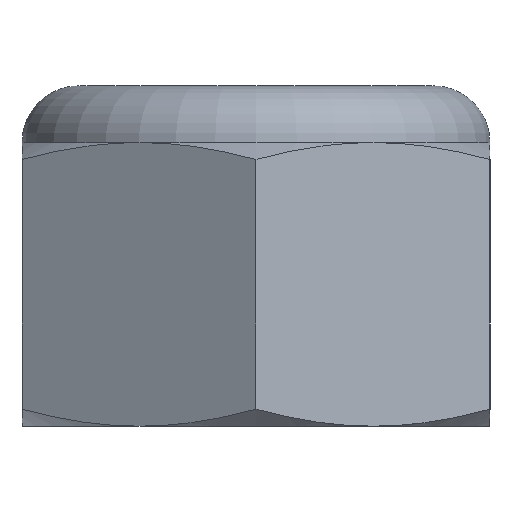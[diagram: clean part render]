
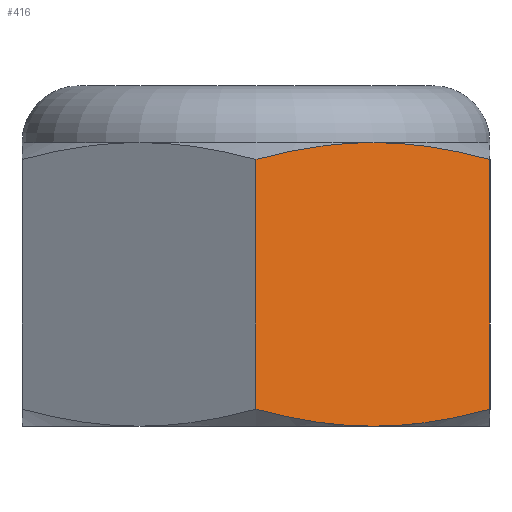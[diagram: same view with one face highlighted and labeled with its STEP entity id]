
A CAD part, front view. The second image highlights one B-rep face of the part: STEP entity #416.
In plain terms, the highlighted planar face has unit normal (0.5, -0.866, 0).
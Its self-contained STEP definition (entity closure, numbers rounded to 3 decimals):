
#19=(
BOUNDED_CURVE()
B_SPLINE_CURVE(2,(#686,#687,#688),.UNSPECIFIED.,.F.,.F.)
B_SPLINE_CURVE_WITH_KNOTS((3,3),(0.827,1.25),
 .UNSPECIFIED.)
CURVE()
GEOMETRIC_REPRESENTATION_ITEM()
RATIONAL_B_SPLINE_CURVE((2.497,2.69,2.69))
REPRESENTATION_ITEM('')
);
#30=(
BOUNDED_CURVE()
B_SPLINE_CURVE(2,(#730,#731,#732),.UNSPECIFIED.,.F.,.F.)
B_SPLINE_CURVE_WITH_KNOTS((3,3),(1.25,1.673),
 .UNSPECIFIED.)
CURVE()
GEOMETRIC_REPRESENTATION_ITEM()
RATIONAL_B_SPLINE_CURVE((2.69,2.69,2.497))
REPRESENTATION_ITEM('')
);
#37=(
BOUNDED_CURVE()
B_SPLINE_CURVE(2,(#765,#766,#767),.UNSPECIFIED.,.F.,.F.)
B_SPLINE_CURVE_WITH_KNOTS((3,3),(-1.673,-1.25),
 .UNSPECIFIED.)
CURVE()
GEOMETRIC_REPRESENTATION_ITEM()
RATIONAL_B_SPLINE_CURVE((2.497,2.69,2.69))
REPRESENTATION_ITEM('')
);
#38=(
BOUNDED_CURVE()
B_SPLINE_CURVE(2,(#769,#770,#771),.UNSPECIFIED.,.F.,.F.)
B_SPLINE_CURVE_WITH_KNOTS((3,3),(-1.25,-0.827),
 .UNSPECIFIED.)
CURVE()
GEOMETRIC_REPRESENTATION_ITEM()
RATIONAL_B_SPLINE_CURVE((2.69,2.69,2.497))
REPRESENTATION_ITEM('')
);
#71=PLANE('',#484);
#94=FACE_OUTER_BOUND('',#126,.T.);
#126=EDGE_LOOP('',(#363,#364,#365,#366,#367,#368));
#142=LINE('',#763,#153);
#143=LINE('',#772,#154);
#153=VECTOR('',#595,1000.);
#154=VECTOR('',#598,1000.);
#189=VERTEX_POINT('',#645);
#200=VERTEX_POINT('',#671);
#203=VERTEX_POINT('',#685);
#208=VERTEX_POINT('',#726);
#212=VERTEX_POINT('',#759);
#213=VERTEX_POINT('',#768);
#245=EDGE_CURVE('',#203,#189,#19,.T.);
#256=EDGE_CURVE('',#189,#208,#30,.T.);
#267=EDGE_CURVE('',#212,#208,#142,.T.);
#268=EDGE_CURVE('',#212,#200,#37,.T.);
#269=EDGE_CURVE('',#200,#213,#38,.T.);
#270=EDGE_CURVE('',#213,#203,#143,.T.);
#363=ORIENTED_EDGE('',*,*,#267,.F.);
#364=ORIENTED_EDGE('',*,*,#268,.T.);
#365=ORIENTED_EDGE('',*,*,#269,.T.);
#366=ORIENTED_EDGE('',*,*,#270,.T.);
#367=ORIENTED_EDGE('',*,*,#245,.T.);
#368=ORIENTED_EDGE('',*,*,#256,.T.);
#416=ADVANCED_FACE('',(#94),#71,.F.);
#484=AXIS2_PLACEMENT_3D('',#764,#596,#597);
#595=DIRECTION('',(0.,0.,-1.));
#596=DIRECTION('center_axis',(-0.5,0.866,0.));
#597=DIRECTION('ref_axis',(-0.866,-0.5,0.));
#598=DIRECTION('',(0.,0.,-1.));
#645=CARTESIAN_POINT('',(1.375,-2.382,0.));
#671=CARTESIAN_POINT('',(1.375,-2.382,3.333));
#685=CARTESIAN_POINT('',(0.,-3.175,0.198));
#686=CARTESIAN_POINT('Ctrl Pts',(0.,-3.175,
0.198));
#687=CARTESIAN_POINT('Ctrl Pts',(0.737,-2.75,0.));
#688=CARTESIAN_POINT('Ctrl Pts',(1.375,-2.382,0.));
#726=CARTESIAN_POINT('',(2.75,-1.588,0.198));
#730=CARTESIAN_POINT('Ctrl Pts',(1.375,-2.382,0.));
#731=CARTESIAN_POINT('Ctrl Pts',(2.013,-2.013,0.));
#732=CARTESIAN_POINT('Ctrl Pts',(2.75,-1.588,0.198));
#759=CARTESIAN_POINT('',(2.75,-1.588,3.135));
#763=CARTESIAN_POINT('',(2.75,-1.588,4.));
#764=CARTESIAN_POINT('Origin',(0.,-3.175,
4.));
#765=CARTESIAN_POINT('Ctrl Pts',(2.75,-1.588,3.135));
#766=CARTESIAN_POINT('Ctrl Pts',(2.013,-2.013,3.333));
#767=CARTESIAN_POINT('Ctrl Pts',(1.375,-2.382,3.333));
#768=CARTESIAN_POINT('',(0.,-3.175,3.135));
#769=CARTESIAN_POINT('Ctrl Pts',(1.375,-2.382,3.333));
#770=CARTESIAN_POINT('Ctrl Pts',(0.737,-2.75,3.333));
#771=CARTESIAN_POINT('Ctrl Pts',(0.,-3.175,
3.135));
#772=CARTESIAN_POINT('',(0.,-3.175,4.));
